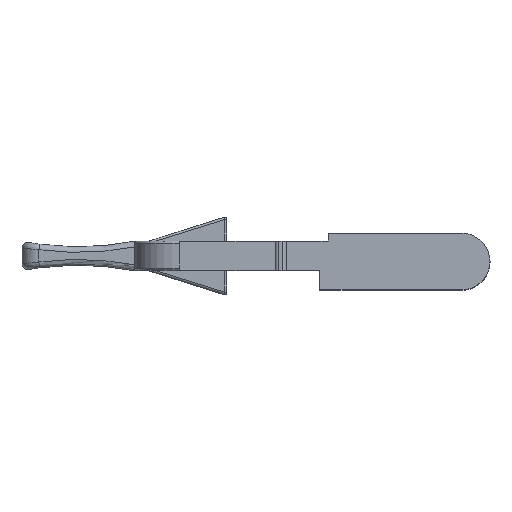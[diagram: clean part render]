
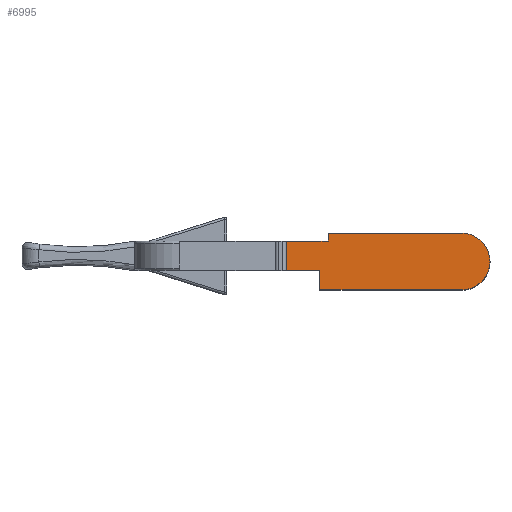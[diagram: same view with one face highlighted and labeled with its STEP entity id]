
A CAD part, top view. The second image highlights one B-rep face of the part: STEP entity #6995.
In plain terms, the highlighted planar face has unit normal (0, 0, 1).
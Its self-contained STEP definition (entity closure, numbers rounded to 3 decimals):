
#114 = VECTOR ( 'NONE', #1461, 1000. ) ;
#282 = VERTEX_POINT ( 'NONE', #3180 ) ;
#326 = LINE ( 'NONE', #4664, #5231 ) ;
#486 = VERTEX_POINT ( 'NONE', #6373 ) ;
#542 = CARTESIAN_POINT ( 'NONE',  ( 13.207, 53.791, 124.461 ) ) ;
#640 = LINE ( 'NONE', #542, #6989 ) ;
#723 = EDGE_CURVE ( 'NONE', #2215, #282, #3288, .T. ) ;
#844 = CARTESIAN_POINT ( 'NONE',  ( 25.668, 49.46, 124.461 ) ) ;
#1188 = DIRECTION ( 'NONE',  ( -1., 0., 0. ) ) ;
#1288 = LINE ( 'NONE', #1772, #2219 ) ;
#1454 = DIRECTION ( 'NONE',  ( -1., 0., 0. ) ) ;
#1458 = VERTEX_POINT ( 'NONE', #4872 ) ;
#1461 = DIRECTION ( 'NONE',  ( 1., 0., 0. ) ) ;
#1547 = CIRCLE ( 'NONE', #7191, 2.515 ) ;
#1548 = EDGE_CURVE ( 'NONE', #4943, #1458, #640, .T. ) ;
#1621 = VERTEX_POINT ( 'NONE', #6240 ) ;
#1772 = CARTESIAN_POINT ( 'NONE',  ( 26.397, 53.791, 124.461 ) ) ;
#1840 = EDGE_CURVE ( 'NONE', #1621, #486, #7747, .T. ) ;
#1900 = DIRECTION ( 'NONE',  ( 0., 1., 0. ) ) ;
#1919 = CARTESIAN_POINT ( 'NONE',  ( 25.668, 51.191, 124.461 ) ) ;
#1964 = DIRECTION ( 'NONE',  ( 0., 0., 1. ) ) ;
#2027 = EDGE_CURVE ( 'NONE', #2299, #6193, #326, .T. ) ;
#2122 = DIRECTION ( 'NONE',  ( 1., 0., 0. ) ) ;
#2167 = DIRECTION ( 'NONE',  ( 1., 0., 0. ) ) ;
#2215 = VERTEX_POINT ( 'NONE', #1919 ) ;
#2219 = VECTOR ( 'NONE', #2429, 1000. ) ;
#2233 = CARTESIAN_POINT ( 'NONE',  ( 25.668, 51.191, 124.461 ) ) ;
#2299 = VERTEX_POINT ( 'NONE', #7045 ) ;
#2372 = EDGE_CURVE ( 'NONE', #6094, #2215, #4539, .T. ) ;
#2429 = DIRECTION ( 'NONE',  ( 0., -1., 0. ) ) ;
#2454 = AXIS2_PLACEMENT_3D ( 'NONE', #4704, #5967, #2167 ) ;
#2603 = EDGE_CURVE ( 'NONE', #6094, #1458, #6025, .T. ) ;
#2647 = DIRECTION ( 'NONE',  ( 0., 0., 1. ) ) ;
#2818 = CARTESIAN_POINT ( 'NONE',  ( 26.397, 53.791, 124.461 ) ) ;
#3180 = CARTESIAN_POINT ( 'NONE',  ( 25.668, 49.46, 124.461 ) ) ;
#3288 = LINE ( 'NONE', #7671, #6468 ) ;
#3448 = EDGE_CURVE ( 'NONE', #282, #1621, #4923, .T. ) ;
#3788 = EDGE_LOOP ( 'NONE', ( #7369, #6876, #6300, #5941, #5826, #5351, #5243, #5024, #4655 ) ) ;
#4274 = DIRECTION ( 'NONE',  ( 0., -1., 0. ) ) ;
#4322 = VECTOR ( 'NONE', #1900, 1000. ) ;
#4539 = LINE ( 'NONE', #2233, #114 ) ;
#4655 = ORIENTED_EDGE ( 'NONE', *, *, #723, .T. ) ;
#4664 = CARTESIAN_POINT ( 'NONE',  ( 26.397, 54.489, 124.461 ) ) ;
#4672 = PLANE ( 'NONE',  #2454 ) ;
#4704 = CARTESIAN_POINT ( 'NONE',  ( 0., 0., 124.461 ) ) ;
#4739 = EDGE_CURVE ( 'NONE', #486, #2299, #1547, .T. ) ;
#4872 = CARTESIAN_POINT ( 'NONE',  ( 22.707, 53.791, 124.461 ) ) ;
#4923 = LINE ( 'NONE', #844, #8014 ) ;
#4943 = VERTEX_POINT ( 'NONE', #2818 ) ;
#5024 = ORIENTED_EDGE ( 'NONE', *, *, #2372, .T. ) ;
#5231 = VECTOR ( 'NONE', #1454, 1000. ) ;
#5243 = ORIENTED_EDGE ( 'NONE', *, *, #2603, .F. ) ;
#5351 = ORIENTED_EDGE ( 'NONE', *, *, #1548, .T. ) ;
#5481 = CARTESIAN_POINT ( 'NONE',  ( 26.397, 54.489, 124.461 ) ) ;
#5656 = EDGE_CURVE ( 'NONE', #6193, #4943, #1288, .T. ) ;
#5702 = CARTESIAN_POINT ( 'NONE',  ( 22.707, 0., 124.461 ) ) ;
#5774 = CARTESIAN_POINT ( 'NONE',  ( 38.265, 51.975, 124.461 ) ) ;
#5826 = ORIENTED_EDGE ( 'NONE', *, *, #5656, .T. ) ;
#5941 = ORIENTED_EDGE ( 'NONE', *, *, #2027, .T. ) ;
#5967 = DIRECTION ( 'NONE',  ( 0., 0., 1. ) ) ;
#6025 = LINE ( 'NONE', #5702, #4322 ) ;
#6031 = CARTESIAN_POINT ( 'NONE',  ( 22.707, 51.191, 124.461 ) ) ;
#6094 = VERTEX_POINT ( 'NONE', #6031 ) ;
#6193 = VERTEX_POINT ( 'NONE', #5481 ) ;
#6240 = CARTESIAN_POINT ( 'NONE',  ( 38.265, 49.46, 124.461 ) ) ;
#6300 = ORIENTED_EDGE ( 'NONE', *, *, #4739, .T. ) ;
#6373 = CARTESIAN_POINT ( 'NONE',  ( 40.78, 51.975, 124.461 ) ) ;
#6394 = DIRECTION ( 'NONE',  ( 1., 0., 0. ) ) ;
#6436 = CARTESIAN_POINT ( 'NONE',  ( 38.265, 51.975, 124.461 ) ) ;
#6468 = VECTOR ( 'NONE', #4274, 1000. ) ;
#6876 = ORIENTED_EDGE ( 'NONE', *, *, #1840, .T. ) ;
#6989 = VECTOR ( 'NONE', #1188, 1000. ) ;
#6995 = ADVANCED_FACE ( 'NONE', ( #8140 ), #4672, .T. ) ;
#7045 = CARTESIAN_POINT ( 'NONE',  ( 38.265, 54.489, 124.461 ) ) ;
#7059 = DIRECTION ( 'NONE',  ( 1., 0., 0. ) ) ;
#7191 = AXIS2_PLACEMENT_3D ( 'NONE', #5774, #1964, #6394 ) ;
#7331 = AXIS2_PLACEMENT_3D ( 'NONE', #6436, #2647, #7059 ) ;
#7369 = ORIENTED_EDGE ( 'NONE', *, *, #3448, .T. ) ;
#7671 = CARTESIAN_POINT ( 'NONE',  ( 25.668, 51.191, 124.461 ) ) ;
#7747 = CIRCLE ( 'NONE', #7331, 2.515 ) ;
#8014 = VECTOR ( 'NONE', #2122, 1000. ) ;
#8140 = FACE_OUTER_BOUND ( 'NONE', #3788, .T. ) ;
